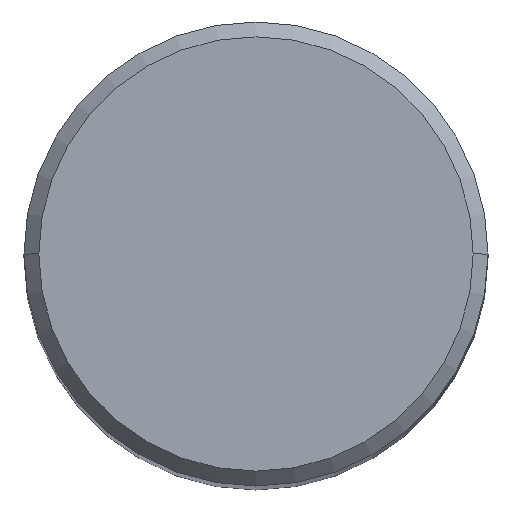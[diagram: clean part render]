
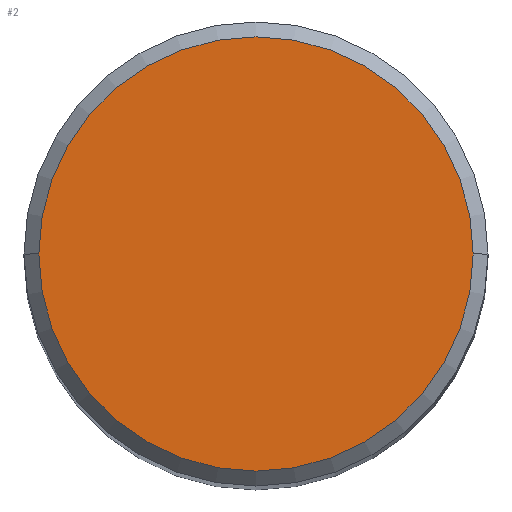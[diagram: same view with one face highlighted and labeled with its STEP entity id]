
A CAD part, top view. The second image highlights one B-rep face of the part: STEP entity #2.
In plain terms, the highlighted planar face has unit normal (0, 0, 1).
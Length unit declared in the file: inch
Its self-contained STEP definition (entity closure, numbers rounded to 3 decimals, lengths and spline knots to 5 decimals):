
#2 = ADVANCED_FACE ( 'NONE', ( #811 ), #120, .F. ) ;
#86 = VERTEX_POINT ( 'NONE', #460 ) ;
#97 = DIRECTION ( 'NONE',  ( 0., 0., 1. ) ) ;
#120 = PLANE ( 'NONE',  #568 ) ;
#126 = CARTESIAN_POINT ( 'NONE',  ( 0., 0.2925, 0. ) ) ;
#132 = CARTESIAN_POINT ( 'NONE',  ( -0.2925, 0., 0. ) ) ;
#193 = DIRECTION ( 'NONE',  ( 0., 0., 1. ) ) ;
#208 = EDGE_CURVE ( 'NONE', #86, #481, #500, .T. ) ;
#241 = DIRECTION ( 'NONE',  ( 0., 0., -1. ) ) ;
#256 = CIRCLE ( 'NONE', #566, 0.2925 ) ;
#308 = DIRECTION ( 'NONE',  ( 1., 0., 0. ) ) ;
#341 = AXIS2_PLACEMENT_3D ( 'NONE', #705, #97, #342 ) ;
#342 = DIRECTION ( 'NONE',  ( 1., 0., 0. ) ) ;
#460 = CARTESIAN_POINT ( 'NONE',  ( 0.2925, 0., 0. ) ) ;
#481 = VERTEX_POINT ( 'NONE', #132 ) ;
#483 = DIRECTION ( 'NONE',  ( -1., 0., 0. ) ) ;
#500 = CIRCLE ( 'NONE', #341, 0.2925 ) ;
#522 = EDGE_CURVE ( 'NONE', #481, #86, #256, .T. ) ;
#538 = ORIENTED_EDGE ( 'NONE', *, *, #208, .T. ) ;
#566 = AXIS2_PLACEMENT_3D ( 'NONE', #611, #193, #308 ) ;
#568 = AXIS2_PLACEMENT_3D ( 'NONE', #126, #241, #483 ) ;
#583 = EDGE_LOOP ( 'NONE', ( #590, #538 ) ) ;
#590 = ORIENTED_EDGE ( 'NONE', *, *, #522, .T. ) ;
#611 = CARTESIAN_POINT ( 'NONE',  ( 0., 0., 0. ) ) ;
#705 = CARTESIAN_POINT ( 'NONE',  ( 0., 0., 0. ) ) ;
#811 = FACE_OUTER_BOUND ( 'NONE', #583, .T. ) ;
